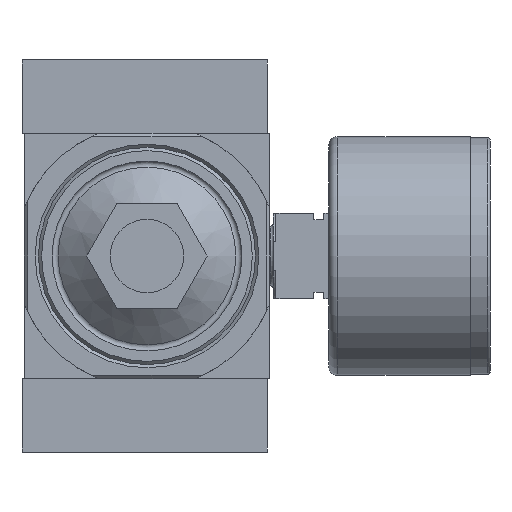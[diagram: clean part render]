
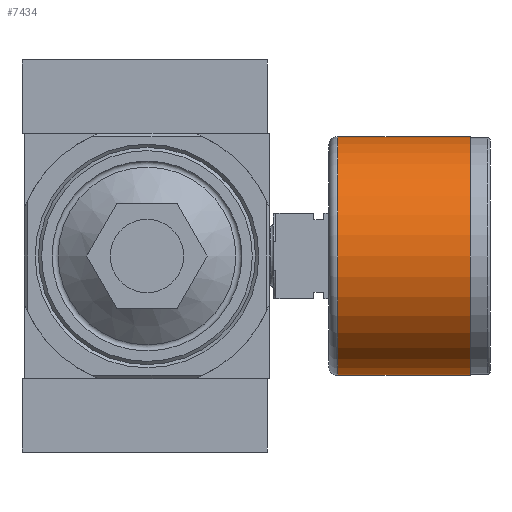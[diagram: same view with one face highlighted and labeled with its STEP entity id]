
A CAD part, front view. The second image highlights one B-rep face of the part: STEP entity #7434.
In plain terms, the highlighted cylindrical face has radius 19.5 mm (diameter 39 mm), a full revolution.
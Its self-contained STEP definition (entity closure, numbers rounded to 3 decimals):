
#2759=ORIENTED_EDGE('',*,*,#3642,.F.);
#2760=ORIENTED_EDGE('',*,*,#3643,.T.);
#3642=EDGE_CURVE('',#4241,#4241,#4589,.T.);
#3643=EDGE_CURVE('',#4242,#4242,#4590,.T.);
#4241=VERTEX_POINT('',#12036);
#4242=VERTEX_POINT('',#12039);
#4589=CIRCLE('',#8194,19.5);
#4590=CIRCLE('',#8196,19.5);
#5087=EDGE_LOOP('',(#2759));
#5088=EDGE_LOOP('',(#2760));
#5622=FACE_BOUND('',#5087,.T.);
#5623=FACE_BOUND('',#5088,.T.);
#5751=CYLINDRICAL_SURFACE('',#8195,19.5);
#7434=ADVANCED_FACE('',(#5622,#5623),#5751,.T.);
#8194=AXIS2_PLACEMENT_3D('',#12035,#10030,#10031);
#8195=AXIS2_PLACEMENT_3D('',#12037,#10032,#10033);
#8196=AXIS2_PLACEMENT_3D('',#12038,#10034,#10035);
#10030=DIRECTION('',(1.,0.,0.));
#10031=DIRECTION('',(0.,0.,-1.));
#10032=DIRECTION('',(1.,0.,0.));
#10033=DIRECTION('',(0.,0.,-1.));
#10034=DIRECTION('',(1.,0.,0.));
#10035=DIRECTION('',(0.,0.,-1.));
#12035=CARTESIAN_POINT('',(-3.2,0.,0.));
#12036=CARTESIAN_POINT('',(-3.2,0.,-19.5));
#12037=CARTESIAN_POINT('',(0.,0.,0.));
#12038=CARTESIAN_POINT('',(-24.85,0.,0.));
#12039=CARTESIAN_POINT('',(-24.85,0.,-19.5));
